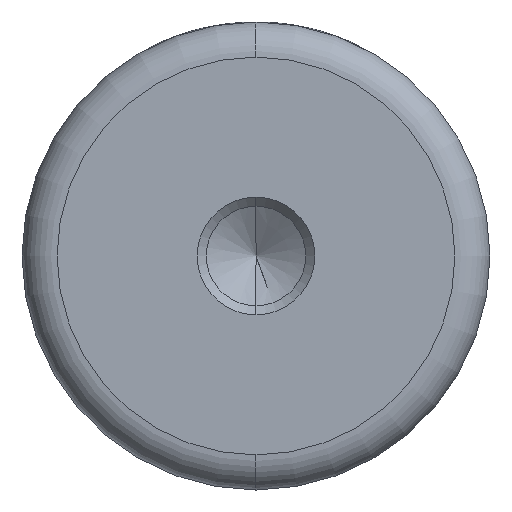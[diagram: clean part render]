
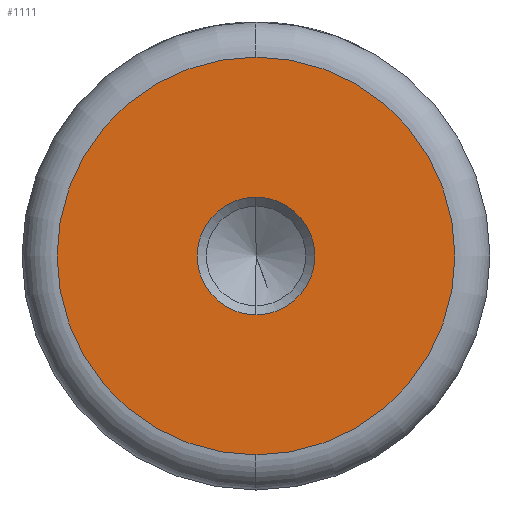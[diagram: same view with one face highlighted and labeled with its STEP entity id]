
A CAD part, left-side view. The second image highlights one B-rep face of the part: STEP entity #1111.
In plain terms, the highlighted planar face has unit normal (-1, 0, 0).
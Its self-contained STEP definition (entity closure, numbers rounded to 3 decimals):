
#9 = VERTEX_POINT ( 'NONE', #412 ) ;
#30 = VERTEX_POINT ( 'NONE', #860 ) ;
#86 = AXIS2_PLACEMENT_3D ( 'NONE', #1314, #671, #1434 ) ;
#113 = EDGE_LOOP ( 'NONE', ( #1054, #1222 ) ) ;
#155 = AXIS2_PLACEMENT_3D ( 'NONE', #304, #1059, #419 ) ;
#212 = PLANE ( 'NONE',  #1348 ) ;
#217 = CARTESIAN_POINT ( 'NONE',  ( 0., 0., -5.025 ) ) ;
#304 = CARTESIAN_POINT ( 'NONE',  ( 0., 0., 0. ) ) ;
#349 = CARTESIAN_POINT ( 'NONE',  ( 0., 0., 0. ) ) ;
#362 = CIRCLE ( 'NONE', #155, 17. ) ;
#369 = FACE_BOUND ( 'NONE', #113, .T. ) ;
#412 = CARTESIAN_POINT ( 'NONE',  ( 0., 0., 17. ) ) ;
#419 = DIRECTION ( 'NONE',  ( 0., 0., 1. ) ) ;
#463 = DIRECTION ( 'NONE',  ( -1., 0., 0. ) ) ;
#473 = ORIENTED_EDGE ( 'NONE', *, *, #1227, .T. ) ;
#485 = ORIENTED_EDGE ( 'NONE', *, *, #1322, .T. ) ;
#512 = CARTESIAN_POINT ( 'NONE',  ( 0., 0., 0. ) ) ;
#528 = AXIS2_PLACEMENT_3D ( 'NONE', #512, #1257, #618 ) ;
#618 = DIRECTION ( 'NONE',  ( 0., 0., 1. ) ) ;
#666 = FACE_OUTER_BOUND ( 'NONE', #680, .T. ) ;
#669 = DIRECTION ( 'NONE',  ( -1., 0., 0. ) ) ;
#671 = DIRECTION ( 'NONE',  ( -1., 0., 0. ) ) ;
#680 = EDGE_LOOP ( 'NONE', ( #485, #473 ) ) ;
#690 = EDGE_CURVE ( 'NONE', #943, #901, #1325, .T. ) ;
#818 = AXIS2_PLACEMENT_3D ( 'NONE', #1101, #463, #1217 ) ;
#860 = CARTESIAN_POINT ( 'NONE',  ( 0., 0., -17. ) ) ;
#876 = CIRCLE ( 'NONE', #86, 5.025 ) ;
#901 = VERTEX_POINT ( 'NONE', #1428 ) ;
#936 = EDGE_CURVE ( 'NONE', #901, #943, #876, .T. ) ;
#943 = VERTEX_POINT ( 'NONE', #217 ) ;
#1054 = ORIENTED_EDGE ( 'NONE', *, *, #936, .F. ) ;
#1059 = DIRECTION ( 'NONE',  ( -1., 0., 0. ) ) ;
#1101 = CARTESIAN_POINT ( 'NONE',  ( 0., 0., 0. ) ) ;
#1111 = ADVANCED_FACE ( 'NONE', ( #369, #666 ), #212, .T. ) ;
#1217 = DIRECTION ( 'NONE',  ( 0., 0., 1. ) ) ;
#1222 = ORIENTED_EDGE ( 'NONE', *, *, #690, .F. ) ;
#1227 = EDGE_CURVE ( 'NONE', #30, #9, #1352, .T. ) ;
#1257 = DIRECTION ( 'NONE',  ( -1., 0., 0. ) ) ;
#1314 = CARTESIAN_POINT ( 'NONE',  ( 0., 0., 0. ) ) ;
#1322 = EDGE_CURVE ( 'NONE', #9, #30, #362, .T. ) ;
#1325 = CIRCLE ( 'NONE', #818, 5.025 ) ;
#1348 = AXIS2_PLACEMENT_3D ( 'NONE', #349, #669, #1430 ) ;
#1352 = CIRCLE ( 'NONE', #528, 17. ) ;
#1428 = CARTESIAN_POINT ( 'NONE',  ( 0., 0., 5.025 ) ) ;
#1430 = DIRECTION ( 'NONE',  ( 0., 0., 1. ) ) ;
#1434 = DIRECTION ( 'NONE',  ( 0., 0., 1. ) ) ;
